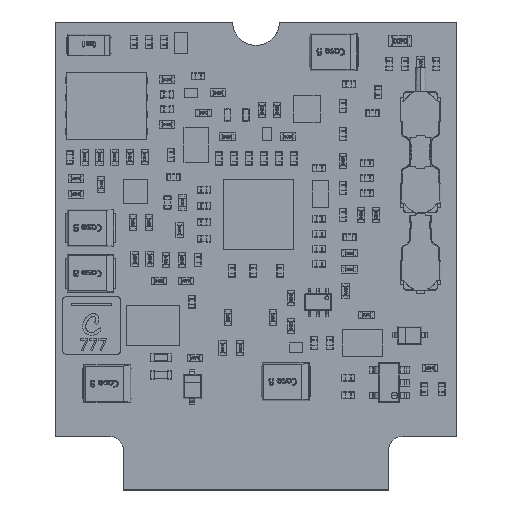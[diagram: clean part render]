
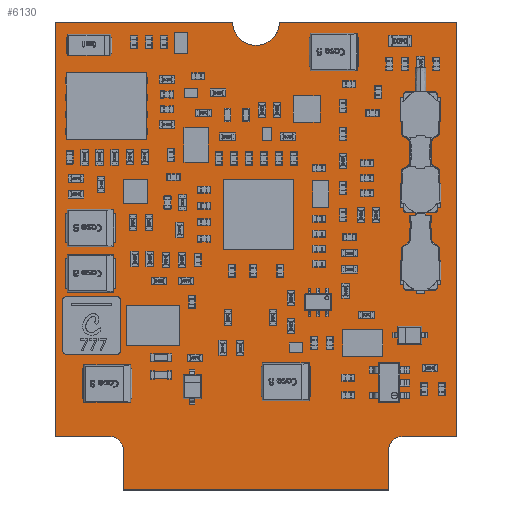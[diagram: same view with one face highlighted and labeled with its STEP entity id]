
A CAD part, top view. The second image highlights one B-rep face of the part: STEP entity #6130.
In plain terms, the highlighted planar face has unit normal (0, 0, 1).
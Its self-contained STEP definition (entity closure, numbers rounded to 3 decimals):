
#6130=ADVANCED_FACE('',(#7520),#28658,.T.);
#7520=FACE_OUTER_BOUND('',#8957,.T.);
#8957=EDGE_LOOP('',(#15702,#15703,#15704,#15705,#15706,#15707,#15708,#15709,
#15710,#15711,#15712,#15713,#15714));
#15702=ORIENTED_EDGE('',*,*,#19952,.T.);
#15703=ORIENTED_EDGE('',*,*,#19960,.T.);
#15704=ORIENTED_EDGE('',*,*,#19988,.T.);
#15705=ORIENTED_EDGE('',*,*,#19959,.T.);
#15706=ORIENTED_EDGE('',*,*,#19958,.T.);
#15707=ORIENTED_EDGE('',*,*,#19957,.T.);
#15708=ORIENTED_EDGE('',*,*,#19982,.T.);
#15709=ORIENTED_EDGE('',*,*,#19979,.T.);
#15710=ORIENTED_EDGE('',*,*,#19956,.T.);
#15711=ORIENTED_EDGE('',*,*,#19955,.T.);
#15712=ORIENTED_EDGE('',*,*,#19954,.T.);
#15713=ORIENTED_EDGE('',*,*,#19973,.T.);
#15714=ORIENTED_EDGE('',*,*,#19953,.T.);
#19952=EDGE_CURVE('',#27439,#27440,#24171,.T.);
#19953=EDGE_CURVE('',#27441,#27439,#24172,.T.);
#19954=EDGE_CURVE('',#27443,#27442,#24173,.T.);
#19955=EDGE_CURVE('',#27444,#27443,#24174,.T.);
#19956=EDGE_CURVE('',#27445,#27444,#24175,.T.);
#19957=EDGE_CURVE('',#27448,#27447,#24176,.T.);
#19958=EDGE_CURVE('',#27449,#27448,#24177,.T.);
#19959=EDGE_CURVE('',#27450,#27449,#24178,.T.);
#19960=EDGE_CURVE('',#27440,#27451,#24179,.T.);
#19973=EDGE_CURVE('',#27442,#27441,#21145,.T.);
#19979=EDGE_CURVE('',#27446,#27445,#21147,.T.);
#19982=EDGE_CURVE('',#27447,#27446,#21149,.T.);
#19988=EDGE_CURVE('',#27451,#27450,#21151,.T.);
#21145=(
BOUNDED_CURVE()
B_SPLINE_CURVE(2,(#68785,#68786,#68787),.UNSPECIFIED.,.F.,.F.)
B_SPLINE_CURVE_WITH_KNOTS((3,3),(-1.571,0.),.UNSPECIFIED.)
CURVE()
GEOMETRIC_REPRESENTATION_ITEM()
RATIONAL_B_SPLINE_CURVE((1.,0.707,1.))
REPRESENTATION_ITEM('')
);
#21147=(
BOUNDED_CURVE()
B_SPLINE_CURVE(2,(#68799,#68800,#68801),.UNSPECIFIED.,.F.,.F.)
B_SPLINE_CURVE_WITH_KNOTS((3,3),(-2.751,0.),.UNSPECIFIED.)
CURVE()
GEOMETRIC_REPRESENTATION_ITEM()
RATIONAL_B_SPLINE_CURVE((1.,0.708,1.))
REPRESENTATION_ITEM('')
);
#21149=(
BOUNDED_CURVE()
B_SPLINE_CURVE(2,(#68807,#68808,#68809),.UNSPECIFIED.,.F.,.F.)
B_SPLINE_CURVE_WITH_KNOTS((3,3),(-2.745,0.),.UNSPECIFIED.)
CURVE()
GEOMETRIC_REPRESENTATION_ITEM()
RATIONAL_B_SPLINE_CURVE((1.,0.708,1.))
REPRESENTATION_ITEM('')
);
#21151=(
BOUNDED_CURVE()
B_SPLINE_CURVE(2,(#68821,#68822,#68823),.UNSPECIFIED.,.F.,.F.)
B_SPLINE_CURVE_WITH_KNOTS((3,3),(-1.57,0.),.UNSPECIFIED.)
CURVE()
GEOMETRIC_REPRESENTATION_ITEM()
RATIONAL_B_SPLINE_CURVE((1.,0.707,1.))
REPRESENTATION_ITEM('')
);
#24171=B_SPLINE_CURVE_WITH_KNOTS('',1,(#68743,#68744),.UNSPECIFIED.,.F.,
 .F.,(2,2),(-19.85,0.),.UNSPECIFIED.);
#24172=B_SPLINE_CURVE_WITH_KNOTS('',1,(#68745,#68746),.UNSPECIFIED.,.F.,
 .F.,(2,2),(-3.,0.),.UNSPECIFIED.);
#24173=B_SPLINE_CURVE_WITH_KNOTS('',1,(#68747,#68748),.UNSPECIFIED.,.F.,
 .F.,(2,2),(-4.075,0.),.UNSPECIFIED.);
#24174=B_SPLINE_CURVE_WITH_KNOTS('',1,(#68749,#68750),.UNSPECIFIED.,.F.,
 .F.,(2,2),(-31.,0.),.UNSPECIFIED.);
#24175=B_SPLINE_CURVE_WITH_KNOTS('',1,(#68751,#68752),.UNSPECIFIED.,.F.,
 .F.,(2,2),(-13.25,0.),.UNSPECIFIED.);
#24176=B_SPLINE_CURVE_WITH_KNOTS('',1,(#68753,#68754),.UNSPECIFIED.,.F.,
 .F.,(2,2),(-13.25,0.),.UNSPECIFIED.);
#24177=B_SPLINE_CURVE_WITH_KNOTS('',1,(#68755,#68756),.UNSPECIFIED.,.F.,
 .F.,(2,2),(-31.,0.),.UNSPECIFIED.);
#24178=B_SPLINE_CURVE_WITH_KNOTS('',1,(#68757,#68758),.UNSPECIFIED.,.F.,
 .F.,(2,2),(-4.075,0.),.UNSPECIFIED.);
#24179=B_SPLINE_CURVE_WITH_KNOTS('',1,(#68759,#68760),.UNSPECIFIED.,.F.,
 .F.,(2,2),(-3.,0.),.UNSPECIFIED.);
#27439=VERTEX_POINT('',#68717);
#27440=VERTEX_POINT('',#68718);
#27441=VERTEX_POINT('',#68719);
#27442=VERTEX_POINT('',#68720);
#27443=VERTEX_POINT('',#68721);
#27444=VERTEX_POINT('',#68722);
#27445=VERTEX_POINT('',#68723);
#27446=VERTEX_POINT('',#68724);
#27447=VERTEX_POINT('',#68725);
#27448=VERTEX_POINT('',#68726);
#27449=VERTEX_POINT('',#68727);
#27450=VERTEX_POINT('',#68728);
#27451=VERTEX_POINT('',#68729);
#28658=PLANE('',#30575);
#30575=AXIS2_PLACEMENT_3D('',#68634,#31790,$);
#31790=DIRECTION('',(0.,0.,1.));
#68634=CARTESIAN_POINT('',(-33.001,-3.501,0.));
#68717=CARTESIAN_POINT('',(-24.925,0.,0.));
#68718=CARTESIAN_POINT('',(-5.075,0.,0.));
#68719=CARTESIAN_POINT('',(-24.925,3.,0.));
#68720=CARTESIAN_POINT('',(-25.926,4.,0.));
#68721=CARTESIAN_POINT('',(-30.,4.,0.));
#68722=CARTESIAN_POINT('',(-30.,35.,0.));
#68723=CARTESIAN_POINT('',(-16.75,35.,0.));
#68724=CARTESIAN_POINT('',(-14.996,33.25,0.));
#68725=CARTESIAN_POINT('',(-13.25,35.,0.));
#68726=CARTESIAN_POINT('',(0.,35.,0.));
#68727=CARTESIAN_POINT('',(0.,4.,0.));
#68728=CARTESIAN_POINT('',(-4.075,4.,0.));
#68729=CARTESIAN_POINT('',(-5.075,3.,0.));
#68743=CARTESIAN_POINT('',(-24.925,0.,0.));
#68744=CARTESIAN_POINT('',(-5.075,0.,0.));
#68745=CARTESIAN_POINT('',(-24.925,3.,0.));
#68746=CARTESIAN_POINT('',(-24.925,0.,0.));
#68747=CARTESIAN_POINT('',(-30.,4.,0.));
#68748=CARTESIAN_POINT('',(-25.926,4.,0.));
#68749=CARTESIAN_POINT('',(-30.,35.,0.));
#68750=CARTESIAN_POINT('',(-30.,4.,0.));
#68751=CARTESIAN_POINT('',(-16.75,35.,0.));
#68752=CARTESIAN_POINT('',(-30.,35.,0.));
#68753=CARTESIAN_POINT('',(0.,35.,0.));
#68754=CARTESIAN_POINT('',(-13.25,35.,0.));
#68755=CARTESIAN_POINT('',(0.,4.,0.));
#68756=CARTESIAN_POINT('',(0.,35.,0.));
#68757=CARTESIAN_POINT('',(-4.075,4.,0.));
#68758=CARTESIAN_POINT('',(0.,4.,0.));
#68759=CARTESIAN_POINT('',(-5.075,0.,0.));
#68760=CARTESIAN_POINT('',(-5.075,3.,0.));
#68785=CARTESIAN_POINT('',(-25.926,4.,0.));
#68786=CARTESIAN_POINT('',(-24.926,4.,0.));
#68787=CARTESIAN_POINT('',(-24.925,3.,0.));
#68799=CARTESIAN_POINT('',(-14.996,33.25,0.));
#68800=CARTESIAN_POINT('',(-16.746,33.25,0.));
#68801=CARTESIAN_POINT('',(-16.75,35.,0.));
#68807=CARTESIAN_POINT('',(-13.25,35.,0.));
#68808=CARTESIAN_POINT('',(-13.25,33.254,0.));
#68809=CARTESIAN_POINT('',(-14.996,33.25,0.));
#68821=CARTESIAN_POINT('',(-5.075,3.,0.));
#68822=CARTESIAN_POINT('',(-5.075,4.,0.));
#68823=CARTESIAN_POINT('',(-4.075,4.,0.));
